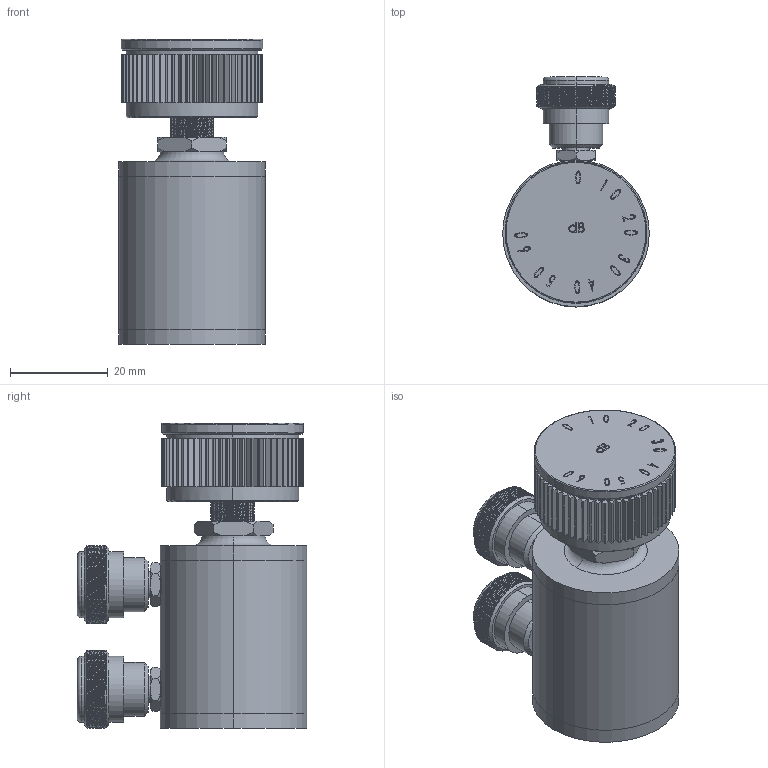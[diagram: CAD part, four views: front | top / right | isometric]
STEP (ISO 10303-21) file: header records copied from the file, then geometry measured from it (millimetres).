
FILE_DESCRIPTION (( 'STEP AP203' ), '1' );
FILE_NAME ('FMAT7439N-60_3D.STEP', '2022-06-21T18:02:47', ( '' ), ( '' ), 'SwSTEP 2.0', 'SolidWorks 2021', '' );
FILE_SCHEMA (( 'CONFIG_CONTROL_DESIGN' ));
Length unit declared in the file: millimetre
Products named in the file (6): FMAT7439N-60_3D; RSA_NUT_MA4; RSA_BODY_1_MA4; RSA_KNOB_MA4; RSA-NUT2_MA2; RSA_N-F_MA4
Assembly tree (7 placements, depth 2):
  FMAT7439N-60_3D
    RSA_BODY_1_MA4
    RSA_NUT_MA4
    RSA-NUT2_MA2  x2
    RSA_N-F_MA4  x2
    RSA_KNOB_MA4
Bounding box: 30 x 47 x 62.42 mm (x, y, z)
Volume: 41504.6 mm3; surface area: 15355 mm2
Topology: 10 solids, 10 shells, 788 faces, 1899 edges, 1168 vertices
Faces by surface type: plane 377, cylinder 212, bspline 139, cone 52, torus 8
Entity records: 32936 total; most frequent: CARTESIAN_POINT 17461, ORIENTED_EDGE 3318, DIRECTION 2693, EDGE_CURVE 1659, VERTEX_POINT 1014, AXIS2_PLACEMENT_3D 915, VECTOR 863, LINE 863
